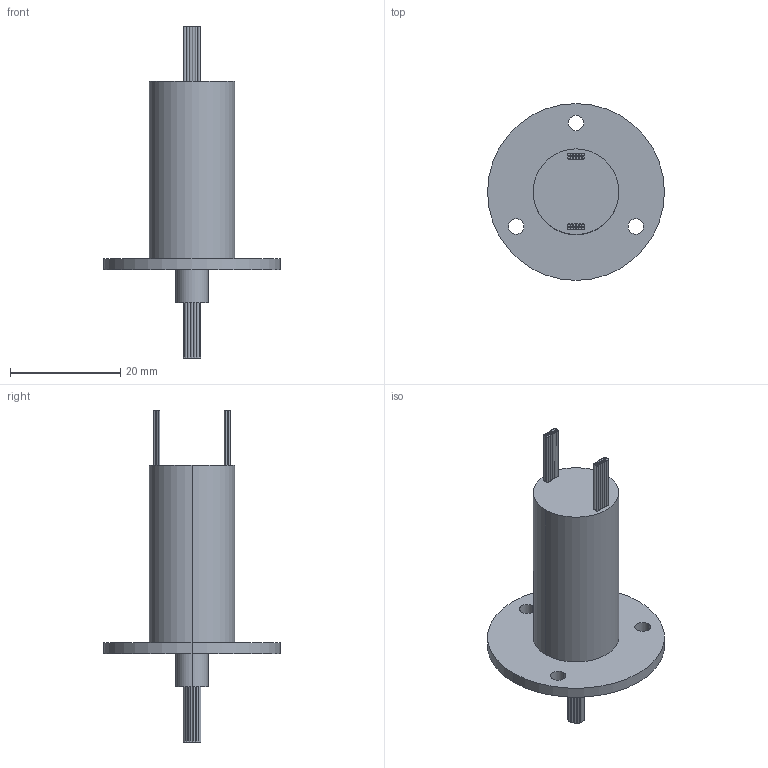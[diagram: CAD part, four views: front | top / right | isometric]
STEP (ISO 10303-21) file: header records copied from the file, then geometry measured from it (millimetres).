
FILE_DESCRIPTION (( 'STEP AP203' ), '1' );
FILE_NAME ('MMC397.STEP', '2020-07-10T07:32:15', ( '微软用户' ), ( '微软中国' ), 'SwSTEP 2.0', 'SolidWorks 2014', '' );
FILE_SCHEMA (( 'CONFIG_CONTROL_DESIGN' ));
Length unit declared in the file: millimetre
Products named in the file (1): MMC397
Bounding box: 32 x 32 x 60.1 mm (x, y, z)
Volume: 7885.9 mm3; surface area: 4291.1 mm2
Topology: 1 solids, 1 shells, 163 faces, 330 edges, 220 vertices
Faces by surface type: cylinder 110, plane 53
Entity records: 4473 total; most frequent: DIRECTION 878, CARTESIAN_POINT 714, ORIENTED_EDGE 660, AXIS2_PLACEMENT_3D 384, EDGE_CURVE 330, CIRCLE 220, VERTEX_POINT 220, EDGE_LOOP 220
